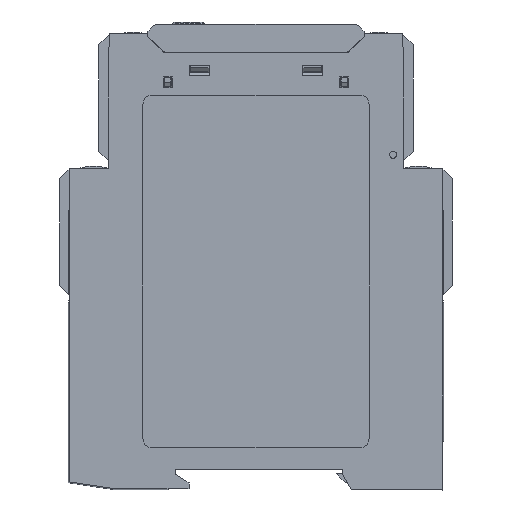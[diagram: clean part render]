
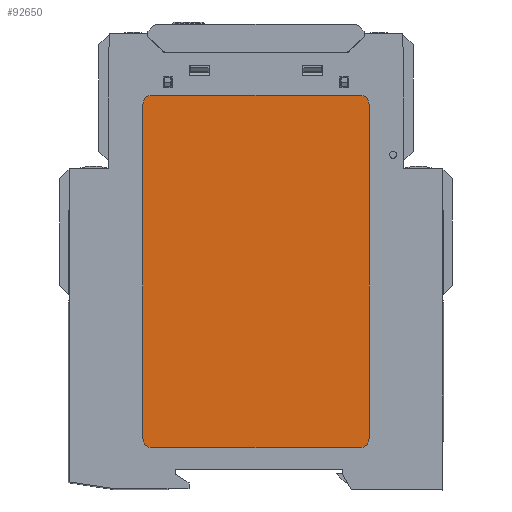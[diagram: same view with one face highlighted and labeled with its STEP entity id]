
A CAD part, left-side view. The second image highlights one B-rep face of the part: STEP entity #92650.
In plain terms, the highlighted planar face has unit normal (-1, 0, 0).
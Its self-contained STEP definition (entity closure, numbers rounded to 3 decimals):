
#138=B_SPLINE_CURVE_WITH_KNOTS('',3,(#144125,#144126,#144127,#144128,#144129,
#144130),.UNSPECIFIED.,.F.,.F.,(4,2,4),(0.,0.5,1.),
 .UNSPECIFIED.);
#139=B_SPLINE_CURVE_WITH_KNOTS('',3,(#144131,#144132,#144133,#144134,#144135,
#144136),.UNSPECIFIED.,.F.,.F.,(4,2,4),(0.,0.5,1.),
 .UNSPECIFIED.);
#140=B_SPLINE_CURVE_WITH_KNOTS('',3,(#144140,#144141,#144142,#144143,#144144,
#144145),.UNSPECIFIED.,.F.,.F.,(4,2,4),(0.,0.5,1.),
 .UNSPECIFIED.);
#141=B_SPLINE_CURVE_WITH_KNOTS('',3,(#144148,#144149,#144150,#144151,#144152,
#144153),.UNSPECIFIED.,.F.,.F.,(4,2,4),(0.,0.5,1.),
 .UNSPECIFIED.);
#5984=FACE_OUTER_BOUND('',#10773,.T.);
#10773=EDGE_LOOP('',(#76744,#76745,#76746,#76747,#76748,#76749,#76750,#76751,
#76752,#76753));
#21324=LINE('',#143981,#32797);
#21345=LINE('',#144021,#32818);
#21396=LINE('',#144122,#32869);
#21397=LINE('',#144124,#32870);
#21398=LINE('',#144138,#32871);
#21399=LINE('',#144147,#32872);
#32797=VECTOR('',#117758,70.997);
#32818=VECTOR('',#117795,21.999);
#32869=VECTOR('',#117906,21.999);
#32870=VECTOR('',#117907,21.999);
#32871=VECTOR('',#117908,21.999);
#32872=VECTOR('',#117909,70.997);
#41947=VERTEX_POINT('',#143978);
#41948=VERTEX_POINT('',#143980);
#41958=VERTEX_POINT('',#144019);
#41959=VERTEX_POINT('',#144020);
#41978=VERTEX_POINT('',#144120);
#41979=VERTEX_POINT('',#144121);
#41980=VERTEX_POINT('',#144123);
#41981=VERTEX_POINT('',#144137);
#41982=VERTEX_POINT('',#144139);
#41983=VERTEX_POINT('',#144146);
#53898=EDGE_CURVE('',#41948,#41947,#21324,.T.);
#53919=EDGE_CURVE('',#41958,#41959,#21345,.T.);
#53971=EDGE_CURVE('',#41978,#41979,#21396,.T.);
#53972=EDGE_CURVE('',#41978,#41980,#21397,.T.);
#53973=EDGE_CURVE('',#41980,#41948,#138,.T.);
#53974=EDGE_CURVE('',#41947,#41958,#139,.T.);
#53975=EDGE_CURVE('',#41981,#41959,#21398,.T.);
#53976=EDGE_CURVE('',#41982,#41981,#140,.T.);
#53977=EDGE_CURVE('',#41983,#41982,#21399,.T.);
#53978=EDGE_CURVE('',#41979,#41983,#141,.T.);
#76744=ORIENTED_EDGE('',*,*,#53971,.F.);
#76745=ORIENTED_EDGE('',*,*,#53972,.T.);
#76746=ORIENTED_EDGE('',*,*,#53973,.T.);
#76747=ORIENTED_EDGE('',*,*,#53898,.T.);
#76748=ORIENTED_EDGE('',*,*,#53974,.T.);
#76749=ORIENTED_EDGE('',*,*,#53919,.T.);
#76750=ORIENTED_EDGE('',*,*,#53975,.F.);
#76751=ORIENTED_EDGE('',*,*,#53976,.F.);
#76752=ORIENTED_EDGE('',*,*,#53977,.F.);
#76753=ORIENTED_EDGE('',*,*,#53978,.F.);
#84486=PLANE('',#98147);
#92650=ADVANCED_FACE('',(#5984),#84486,.F.);
#98147=AXIS2_PLACEMENT_3D('',#144119,#117904,#117905);
#117758=DIRECTION('',(0.,0.,1.));
#117795=DIRECTION('',(0.,1.,0.));
#117904=DIRECTION('center_axis',(1.,0.,0.));
#117905=DIRECTION('ref_axis',(0.,-1.,0.));
#117906=DIRECTION('',(0.,1.,0.));
#117907=DIRECTION('',(0.,-1.,0.));
#117908=DIRECTION('',(0.,-1.,0.));
#117909=DIRECTION('',(0.,0.,1.));
#143978=CARTESIAN_POINT('',(-5.3,-24.049,-9.026));
#143980=CARTESIAN_POINT('',(-5.3,-24.049,-80.023));
#143981=CARTESIAN_POINT('',(-5.3,-24.049,-44.524));
#144019=CARTESIAN_POINT('',(-5.3,-21.999,-6.976));
#144020=CARTESIAN_POINT('',(-5.3,0.,-6.976));
#144021=CARTESIAN_POINT('',(-5.3,-11.,-6.976));
#144119=CARTESIAN_POINT('Origin',(-5.3,0.,
-82.073));
#144120=CARTESIAN_POINT('',(-5.3,0.,-82.073));
#144121=CARTESIAN_POINT('',(-5.3,21.999,-82.073));
#144122=CARTESIAN_POINT('',(-5.3,11.,-82.073));
#144123=CARTESIAN_POINT('',(-5.3,-21.999,-82.073));
#144124=CARTESIAN_POINT('',(-5.3,-11.,-82.073));
#144125=CARTESIAN_POINT('Ctrl Pts',(-5.3,-21.999,
-82.073));
#144126=CARTESIAN_POINT('Ctrl Pts',(-5.3,-22.536,
-82.073));
#144127=CARTESIAN_POINT('Ctrl Pts',(-5.3,-23.069,
-81.852));
#144128=CARTESIAN_POINT('Ctrl Pts',(-5.3,-23.828,
-81.093));
#144129=CARTESIAN_POINT('Ctrl Pts',(-5.3,-24.049,
-80.56));
#144130=CARTESIAN_POINT('Ctrl Pts',(-5.3,-24.049,
-80.023));
#144131=CARTESIAN_POINT('Ctrl Pts',(-5.3,-24.049,
-9.026));
#144132=CARTESIAN_POINT('Ctrl Pts',(-5.3,-24.049,
-8.489));
#144133=CARTESIAN_POINT('Ctrl Pts',(-5.3,-23.828,
-7.956));
#144134=CARTESIAN_POINT('Ctrl Pts',(-5.3,-23.069,
-7.197));
#144135=CARTESIAN_POINT('Ctrl Pts',(-5.3,-22.536,
-6.976));
#144136=CARTESIAN_POINT('Ctrl Pts',(-5.3,-21.999,
-6.976));
#144137=CARTESIAN_POINT('',(-5.3,21.999,-6.976));
#144138=CARTESIAN_POINT('',(-5.3,11.,-6.976));
#144139=CARTESIAN_POINT('',(-5.3,24.049,-9.026));
#144140=CARTESIAN_POINT('Ctrl Pts',(-5.3,24.049,-9.026));
#144141=CARTESIAN_POINT('Ctrl Pts',(-5.3,24.049,-8.489));
#144142=CARTESIAN_POINT('Ctrl Pts',(-5.3,23.828,
-7.956));
#144143=CARTESIAN_POINT('Ctrl Pts',(-5.3,23.069,
-7.197));
#144144=CARTESIAN_POINT('Ctrl Pts',(-5.3,22.536,
-6.976));
#144145=CARTESIAN_POINT('Ctrl Pts',(-5.3,21.999,
-6.976));
#144146=CARTESIAN_POINT('',(-5.3,24.049,-80.023));
#144147=CARTESIAN_POINT('',(-5.3,24.049,-44.524));
#144148=CARTESIAN_POINT('Ctrl Pts',(-5.3,21.999,
-82.073));
#144149=CARTESIAN_POINT('Ctrl Pts',(-5.3,22.536,
-82.073));
#144150=CARTESIAN_POINT('Ctrl Pts',(-5.3,23.069,
-81.852));
#144151=CARTESIAN_POINT('Ctrl Pts',(-5.3,23.828,
-81.093));
#144152=CARTESIAN_POINT('Ctrl Pts',(-5.3,24.049,
-80.56));
#144153=CARTESIAN_POINT('Ctrl Pts',(-5.3,24.049,
-80.023));
